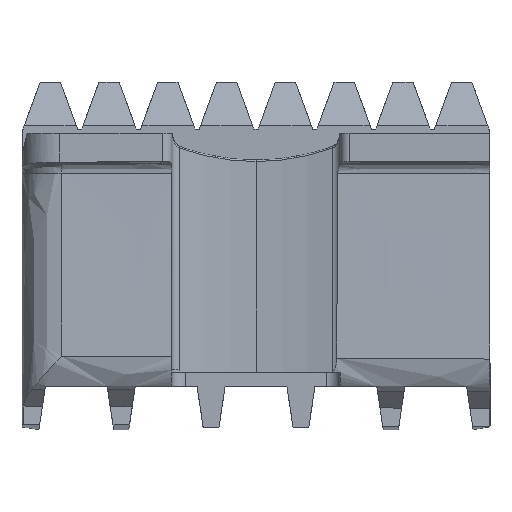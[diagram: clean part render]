
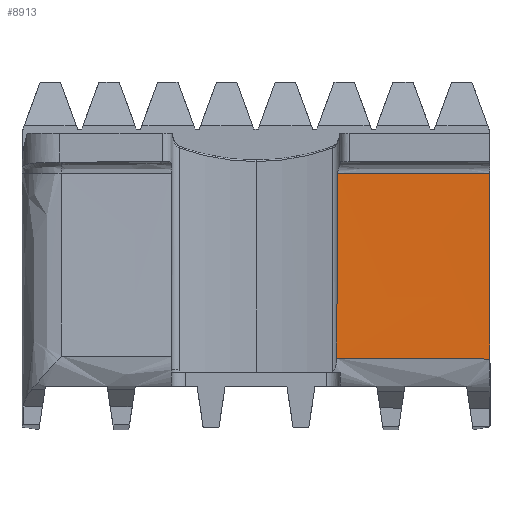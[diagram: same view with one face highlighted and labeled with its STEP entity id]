
A CAD part, top view. The second image highlights one B-rep face of the part: STEP entity #8913.
In plain terms, the highlighted free-form (B-spline) face has degree [3, 3] with [4, 4] control points.
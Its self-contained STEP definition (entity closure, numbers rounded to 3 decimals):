
#137 = CARTESIAN_POINT ( 'NONE',  ( 10.916, 21.708, 12.021 ) ) ;
#210 = CARTESIAN_POINT ( 'NONE',  ( 25., 21.718, 11.407 ) ) ;
#619 = CARTESIAN_POINT ( 'NONE',  ( 25., 1.904, 11.131 ) ) ;
#647 = CARTESIAN_POINT ( 'NONE',  ( 8.723, 21.706, 12.117 ) ) ;
#1134 = CARTESIAN_POINT ( 'NONE',  ( -59.375, 133.729, 11.388 ) ) ;
#1285 = CARTESIAN_POINT ( 'NONE',  ( -19.792, 133.449, 12.126 ) ) ;
#1384 = CARTESIAN_POINT ( 'NONE',  ( 8.717, 20.373, 12.111 ) ) ;
#1551 = EDGE_LOOP ( 'NONE', ( #1667, #8800, #5440, #4785 ) ) ;
#1667 = ORIENTED_EDGE ( 'NONE', *, *, #15147, .T. ) ;
#1733 = CARTESIAN_POINT ( 'NONE',  ( 25., 15.114, 11.315 ) ) ;
#2134 = CARTESIAN_POINT ( 'NONE',  ( 8.625, 2.01, 12.028 ) ) ;
#2135 = CARTESIAN_POINT ( 'NONE',  ( 19.792, 199.88, 13.608 ) ) ;
#2379 = B_SPLINE_CURVE_WITH_KNOTS ( 'NONE', 3,
 ( #210, #2684, #12963, #3847, #13185, #10722, #4710, #137, #11796, #9406 ),
 .UNSPECIFIED., .F., .F.,
 ( 4, 3, 3, 4 ),
 ( 0., 0.003, 0.013, 0.016 ),
 .UNSPECIFIED. ) ;
#2684 = CARTESIAN_POINT ( 'NONE',  ( 24.134, 21.717, 11.444 ) ) ;
#2892 = CARTESIAN_POINT ( 'NONE',  ( 25., 21.718, 11.407 ) ) ;
#3220 = FACE_OUTER_BOUND ( 'NONE', #1551, .T. ) ;
#3516 = EDGE_CURVE ( 'NONE', #13324, #10692, #10744, .T. ) ;
#3520 = CARTESIAN_POINT ( 'NONE',  ( -59.375, 67.099, 13.598 ) ) ;
#3847 = CARTESIAN_POINT ( 'NONE',  ( 22.402, 21.716, 11.52 ) ) ;
#4286 = B_SPLINE_CURVE_WITH_KNOTS ( 'NONE', 3,
 ( #2134, #6997, #9469, #13013 ),
 .UNSPECIFIED., .F., .F.,
 ( 4, 4 ),
 ( 0.029, 0.046 ),
 .UNSPECIFIED. ) ;
#4710 = CARTESIAN_POINT ( 'NONE',  ( 12.012, 21.709, 11.973 ) ) ;
#4785 = ORIENTED_EDGE ( 'NONE', *, *, #14173, .T. ) ;
#4945 = CARTESIAN_POINT ( 'NONE',  ( 8.689, 14.373, 12.083 ) ) ;
#5020 = CARTESIAN_POINT ( 'NONE',  ( 8.625, 2.01, 12.028 ) ) ;
#5102 = CARTESIAN_POINT ( 'NONE',  ( 8.714, 19.706, 12.108 ) ) ;
#5166 = B_SPLINE_SURFACE_WITH_KNOTS ( 'NONE', 3, 3, ( 
 ( #13795, #5778, #2135, #9395 ),
 ( #1134, #1285, #6002, #9471 ),
 ( #3520, #7000, #13946, #11712 ),
 ( #5926, #7152, #8247, #13015 ) ),
 .UNSPECIFIED., .F., .F., .F.,
 ( 4, 4 ),
 ( 4, 4 ),
 ( -0.2, 0. ),
 ( 0., 0.119 ),
 .UNSPECIFIED. ) ;
#5440 = ORIENTED_EDGE ( 'NONE', *, *, #8543, .T. ) ;
#5778 = CARTESIAN_POINT ( 'NONE',  ( -19.792, 200.157, 11.396 ) ) ;
#5926 = CARTESIAN_POINT ( 'NONE',  ( -59.375, 0.469, 15.809 ) ) ;
#6002 = CARTESIAN_POINT ( 'NONE',  ( 19.792, 133.174, 12.861 ) ) ;
#6067 = VERTEX_POINT ( 'NONE', #14578 ) ;
#6997 = CARTESIAN_POINT ( 'NONE',  ( 14.084, 1.974, 11.729 ) ) ;
#7000 = CARTESIAN_POINT ( 'NONE',  ( -19.792, 66.827, 12.861 ) ) ;
#7152 = CARTESIAN_POINT ( 'NONE',  ( -19.792, 0.119, 13.608 ) ) ;
#7330 = CARTESIAN_POINT ( 'NONE',  ( 8.66, 8.474, 12.057 ) ) ;
#8247 = CARTESIAN_POINT ( 'NONE',  ( 19.792, -0.157, 11.396 ) ) ;
#8543 = EDGE_CURVE ( 'NONE', #10692, #10008, #4286, .T. ) ;
#8800 = ORIENTED_EDGE ( 'NONE', *, *, #3516, .T. ) ;
#8913 = ADVANCED_FACE ( 'NONE', ( #3220 ), #5166, .T. ) ;
#9395 = CARTESIAN_POINT ( 'NONE',  ( 59.375, 199.531, 15.809 ) ) ;
#9406 = CARTESIAN_POINT ( 'NONE',  ( 8.723, 21.706, 12.117 ) ) ;
#9469 = CARTESIAN_POINT ( 'NONE',  ( 19.542, 1.938, 11.43 ) ) ;
#9471 = CARTESIAN_POINT ( 'NONE',  ( 59.375, 132.901, 13.598 ) ) ;
#9644 = CARTESIAN_POINT ( 'NONE',  ( 8.676, 11.706, 12.071 ) ) ;
#9797 = CARTESIAN_POINT ( 'NONE',  ( 8.702, 17.04, 12.095 ) ) ;
#10008 = VERTEX_POINT ( 'NONE', #619 ) ;
#10692 = VERTEX_POINT ( 'NONE', #12683 ) ;
#10722 = CARTESIAN_POINT ( 'NONE',  ( 15.476, 21.711, 11.822 ) ) ;
#10744 = B_SPLINE_CURVE_WITH_KNOTS ( 'NONE', 3,
 ( #10962, #11961, #1384, #5102, #9797, #4945, #9644, #7330, #14422, #5020 ),
 .UNSPECIFIED., .F., .F.,
 ( 4, 3, 3, 4 ),
 ( 0., 0.002, 0.01, 0.02 ),
 .UNSPECIFIED. ) ;
#10962 = CARTESIAN_POINT ( 'NONE',  ( 8.723, 21.706, 12.117 ) ) ;
#11712 = CARTESIAN_POINT ( 'NONE',  ( 59.375, 66.271, 11.388 ) ) ;
#11796 = CARTESIAN_POINT ( 'NONE',  ( 9.819, 21.707, 12.069 ) ) ;
#11961 = CARTESIAN_POINT ( 'NONE',  ( 8.72, 21.04, 12.114 ) ) ;
#12683 = CARTESIAN_POINT ( 'NONE',  ( 8.625, 2.01, 12.028 ) ) ;
#12963 = CARTESIAN_POINT ( 'NONE',  ( 23.268, 21.717, 11.482 ) ) ;
#13013 = CARTESIAN_POINT ( 'NONE',  ( 25., 1.904, 11.131 ) ) ;
#13015 = CARTESIAN_POINT ( 'NONE',  ( 59.375, -0.359, 9.178 ) ) ;
#13185 = CARTESIAN_POINT ( 'NONE',  ( 18.939, 21.714, 11.671 ) ) ;
#13324 = VERTEX_POINT ( 'NONE', #647 ) ;
#13614 = CARTESIAN_POINT ( 'NONE',  ( 25., 8.509, 11.223 ) ) ;
#13795 = CARTESIAN_POINT ( 'NONE',  ( -59.375, 200.359, 9.178 ) ) ;
#13946 = CARTESIAN_POINT ( 'NONE',  ( 19.792, 66.55, 12.126 ) ) ;
#14173 = EDGE_CURVE ( 'NONE', #10008, #6067, #14438, .T. ) ;
#14422 = CARTESIAN_POINT ( 'NONE',  ( 8.643, 5.242, 12.042 ) ) ;
#14438 = B_SPLINE_CURVE_WITH_KNOTS ( 'NONE', 3,
 ( #14623, #13614, #1733, #2892 ),
 .UNSPECIFIED., .F., .F.,
 ( 4, 4 ),
 ( 0.002, 0.022 ),
 .UNSPECIFIED. ) ;
#14578 = CARTESIAN_POINT ( 'NONE',  ( 25., 21.718, 11.407 ) ) ;
#14623 = CARTESIAN_POINT ( 'NONE',  ( 25., 1.904, 11.131 ) ) ;
#15147 = EDGE_CURVE ( 'NONE', #6067, #13324, #2379, .T. ) ;
